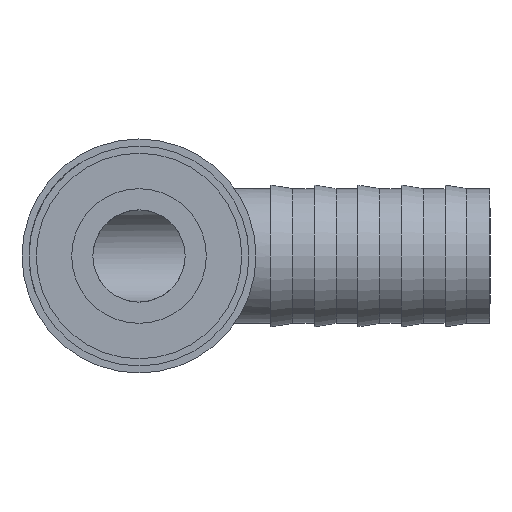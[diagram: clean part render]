
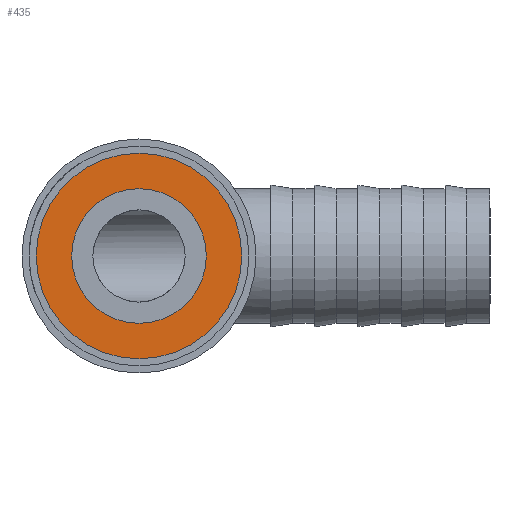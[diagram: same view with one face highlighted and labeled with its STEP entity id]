
A CAD part, left-side view. The second image highlights one B-rep face of the part: STEP entity #435.
In plain terms, the highlighted planar face has unit normal (-1, 0, 0).
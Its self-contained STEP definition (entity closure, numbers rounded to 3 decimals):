
#197 = DIRECTION ( 'NONE',  ( 1., 0., 0. ) ) ;
#284 = AXIS2_PLACEMENT_3D ( 'NONE', #5812, #197, #8563 ) ;
#296 = CARTESIAN_POINT ( 'NONE',  ( 0., 0., 9.5 ) ) ;
#435 = ADVANCED_FACE ( 'NONE', ( #2408, #1095 ), #3123, .F. ) ;
#570 = CARTESIAN_POINT ( 'NONE',  ( 0., 0., 0. ) ) ;
#1095 = FACE_OUTER_BOUND ( 'NONE', #8005, .T. ) ;
#1642 = DIRECTION ( 'NONE',  ( 0., 0., 1. ) ) ;
#1832 = EDGE_CURVE ( 'NONE', #7237, #8633, #7627, .T. ) ;
#2148 = VERTEX_POINT ( 'NONE', #2787 ) ;
#2282 = AXIS2_PLACEMENT_3D ( 'NONE', #5230, #8584, #4503 ) ;
#2408 = FACE_BOUND ( 'NONE', #3651, .T. ) ;
#2441 = CARTESIAN_POINT ( 'NONE',  ( 0., 0., -9.5 ) ) ;
#2642 = ORIENTED_EDGE ( 'NONE', *, *, #6805, .T. ) ;
#2787 = CARTESIAN_POINT ( 'NONE',  ( 0., 0., 14.5 ) ) ;
#3059 = EDGE_CURVE ( 'NONE', #8560, #2148, #3448, .T. ) ;
#3123 = PLANE ( 'NONE',  #2282 ) ;
#3448 = CIRCLE ( 'NONE', #8642, 14.5 ) ;
#3651 = EDGE_LOOP ( 'NONE', ( #2642, #6207 ) ) ;
#4028 = CIRCLE ( 'NONE', #8785, 14.5 ) ;
#4503 = DIRECTION ( 'NONE',  ( 0., 0., -1. ) ) ;
#4698 = DIRECTION ( 'NONE',  ( 0., 0., -1. ) ) ;
#4729 = CIRCLE ( 'NONE', #6058, 9.5 ) ;
#4780 = DIRECTION ( 'NONE',  ( 0., 0., 1. ) ) ;
#5188 = CARTESIAN_POINT ( 'NONE',  ( 0., 0., 0. ) ) ;
#5197 = EDGE_CURVE ( 'NONE', #2148, #8560, #4028, .T. ) ;
#5230 = CARTESIAN_POINT ( 'NONE',  ( 0., 0., 0. ) ) ;
#5707 = ORIENTED_EDGE ( 'NONE', *, *, #3059, .T. ) ;
#5812 = CARTESIAN_POINT ( 'NONE',  ( 0., 0., 0. ) ) ;
#5831 = DIRECTION ( 'NONE',  ( -1., 0., 0. ) ) ;
#6058 = AXIS2_PLACEMENT_3D ( 'NONE', #570, #8771, #4698 ) ;
#6207 = ORIENTED_EDGE ( 'NONE', *, *, #1832, .T. ) ;
#6805 = EDGE_CURVE ( 'NONE', #8633, #7237, #4729, .T. ) ;
#6921 = DIRECTION ( 'NONE',  ( -1., 0., 0. ) ) ;
#6973 = CARTESIAN_POINT ( 'NONE',  ( 0., 0., -14.5 ) ) ;
#7237 = VERTEX_POINT ( 'NONE', #2441 ) ;
#7324 = ORIENTED_EDGE ( 'NONE', *, *, #5197, .T. ) ;
#7627 = CIRCLE ( 'NONE', #284, 9.5 ) ;
#8005 = EDGE_LOOP ( 'NONE', ( #7324, #5707 ) ) ;
#8560 = VERTEX_POINT ( 'NONE', #6973 ) ;
#8563 = DIRECTION ( 'NONE',  ( 0., 0., -1. ) ) ;
#8584 = DIRECTION ( 'NONE',  ( 1., 0., 0. ) ) ;
#8633 = VERTEX_POINT ( 'NONE', #296 ) ;
#8642 = AXIS2_PLACEMENT_3D ( 'NONE', #8809, #6921, #4780 ) ;
#8771 = DIRECTION ( 'NONE',  ( 1., 0., 0. ) ) ;
#8785 = AXIS2_PLACEMENT_3D ( 'NONE', #5188, #5831, #1642 ) ;
#8809 = CARTESIAN_POINT ( 'NONE',  ( 0., 0., 0. ) ) ;
